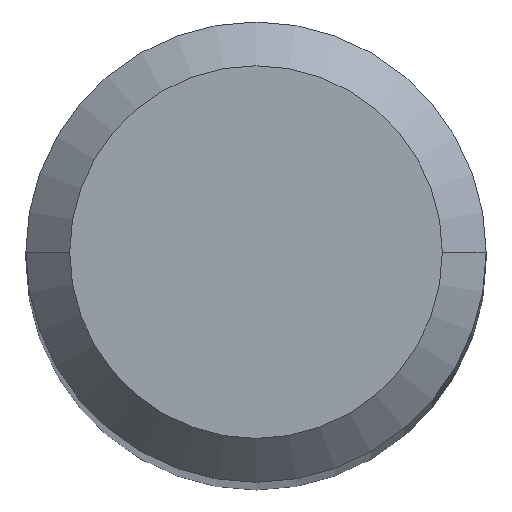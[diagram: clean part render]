
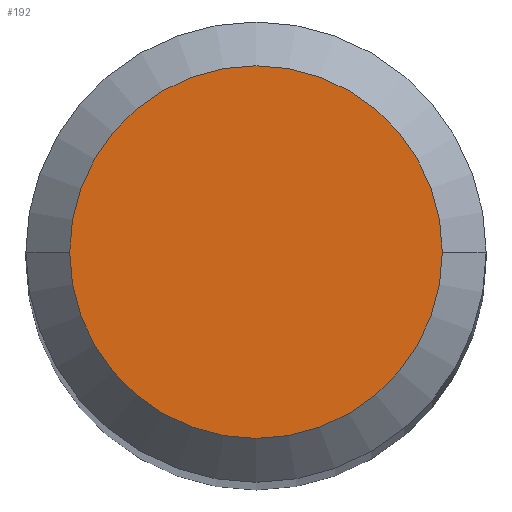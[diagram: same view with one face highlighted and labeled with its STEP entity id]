
A CAD part, top view. The second image highlights one B-rep face of the part: STEP entity #192.
In plain terms, the highlighted planar face has unit normal (0, 0, 1).
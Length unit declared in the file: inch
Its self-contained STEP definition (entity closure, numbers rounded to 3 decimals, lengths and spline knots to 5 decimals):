
#12 = FACE_OUTER_BOUND ( 'NONE', #303, .T. ) ;
#16 = CIRCLE ( 'NONE', #157, 0.06374 ) ;
#44 = DIRECTION ( 'NONE',  ( 1., 0., 0. ) ) ;
#58 = ORIENTED_EDGE ( 'NONE', *, *, #296, .T. ) ;
#62 = CARTESIAN_POINT ( 'NONE',  ( 0.06374, 0., 1.9685 ) ) ;
#87 = CARTESIAN_POINT ( 'NONE',  ( 0., 0., 1.9685 ) ) ;
#94 = DIRECTION ( 'NONE',  ( 1., 0., 0. ) ) ;
#115 = PLANE ( 'NONE',  #269 ) ;
#157 = AXIS2_PLACEMENT_3D ( 'NONE', #325, #190, #318 ) ;
#168 = CIRCLE ( 'NONE', #207, 0.06374 ) ;
#173 = VERTEX_POINT ( 'NONE', #62 ) ;
#186 = DIRECTION ( 'NONE',  ( 0., 0., 1. ) ) ;
#190 = DIRECTION ( 'NONE',  ( 0., 0., 1. ) ) ;
#192 = ADVANCED_FACE ( 'NONE', ( #12 ), #115, .T. ) ;
#207 = AXIS2_PLACEMENT_3D ( 'NONE', #249, #216, #44 ) ;
#216 = DIRECTION ( 'NONE',  ( 0., 0., 1. ) ) ;
#225 = CARTESIAN_POINT ( 'NONE',  ( -0.06374, 0., 1.9685 ) ) ;
#227 = EDGE_CURVE ( 'NONE', #173, #262, #16, .T. ) ;
#249 = CARTESIAN_POINT ( 'NONE',  ( 0., 0., 1.9685 ) ) ;
#262 = VERTEX_POINT ( 'NONE', #225 ) ;
#269 = AXIS2_PLACEMENT_3D ( 'NONE', #87, #186, #94 ) ;
#296 = EDGE_CURVE ( 'NONE', #262, #173, #168, .T. ) ;
#303 = EDGE_LOOP ( 'NONE', ( #58, #309 ) ) ;
#309 = ORIENTED_EDGE ( 'NONE', *, *, #227, .T. ) ;
#318 = DIRECTION ( 'NONE',  ( 1., 0., 0. ) ) ;
#325 = CARTESIAN_POINT ( 'NONE',  ( 0., 0., 1.9685 ) ) ;
